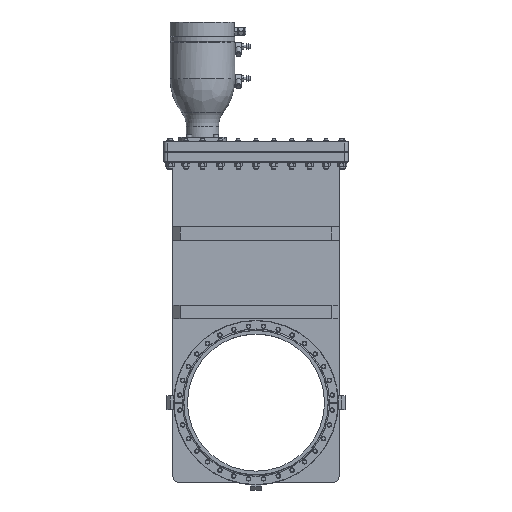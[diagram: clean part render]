
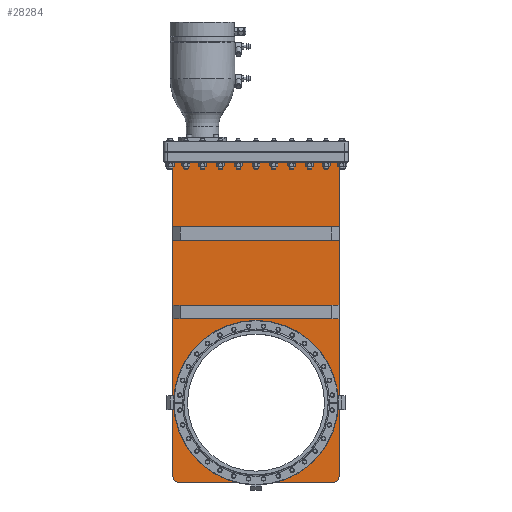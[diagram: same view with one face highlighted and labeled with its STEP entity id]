
A CAD part, top view. The second image highlights one B-rep face of the part: STEP entity #28284.
In plain terms, the highlighted planar face has unit normal (0, 0, 1).
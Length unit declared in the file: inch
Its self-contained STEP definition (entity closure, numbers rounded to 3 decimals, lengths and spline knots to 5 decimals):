
#808=DIRECTION('',(0.,-1.,0.));
#809=VECTOR('',#808,1.);
#810=CARTESIAN_POINT('',(-6.04,7.12,0.827));
#811=LINE('',#810,#809);
#812=DIRECTION('',(1.,0.,0.));
#813=VECTOR('',#812,12.08);
#814=CARTESIAN_POINT('',(-6.04,6.12,0.827));
#815=LINE('',#814,#813);
#816=DIRECTION('',(0.,1.,0.));
#817=VECTOR('',#816,1.);
#818=CARTESIAN_POINT('',(6.04,6.12,0.827));
#819=LINE('',#818,#817);
#820=DIRECTION('',(-1.,0.,0.));
#821=VECTOR('',#820,12.08);
#822=CARTESIAN_POINT('',(6.04,7.12,0.827));
#823=LINE('',#822,#821);
#824=DIRECTION('',(0.,-1.,0.));
#825=VECTOR('',#824,1.);
#826=CARTESIAN_POINT('',(-6.04,12.84,0.827));
#827=LINE('',#826,#825);
#828=DIRECTION('',(1.,0.,0.));
#829=VECTOR('',#828,12.08);
#830=CARTESIAN_POINT('',(-6.04,11.84,0.827));
#831=LINE('',#830,#829);
#832=DIRECTION('',(0.,1.,0.));
#833=VECTOR('',#832,1.);
#834=CARTESIAN_POINT('',(6.04,11.84,0.827));
#835=LINE('',#834,#833);
#836=DIRECTION('',(-1.,0.,0.));
#837=VECTOR('',#836,12.08);
#838=CARTESIAN_POINT('',(6.04,12.84,0.827));
#839=LINE('',#838,#837);
#840=DIRECTION('',(-1.,0.,0.));
#841=VECTOR('',#840,4.24822);
#842=CARTESIAN_POINT('',(5.6095,-5.823,0.827));
#843=LINE('',#842,#841);
#844=CARTESIAN_POINT('',(0.,0.,0.827));
#845=DIRECTION('',(0.,0.,-1.));
#846=DIRECTION('',(0.,1.,0.));
#847=AXIS2_PLACEMENT_3D('',#844,#845,#846);
#849=CARTESIAN_POINT('',(0.,0.,0.827));
#850=DIRECTION('',(0.,0.,1.));
#851=DIRECTION('',(0.,1.,0.));
#852=AXIS2_PLACEMENT_3D('',#849,#850,#851);
#854=DIRECTION('',(-1.,0.,0.));
#855=VECTOR('',#854,4.24822);
#856=CARTESIAN_POINT('',(-1.36128,-5.823,0.827));
#857=LINE('',#856,#855);
#858=CARTESIAN_POINT('',(-5.6095,-5.375,0.827));
#859=DIRECTION('',(0.,0.,1.));
#860=DIRECTION('',(-1.,0.,0.));
#861=AXIS2_PLACEMENT_3D('',#858,#859,#860);
#863=DIRECTION('',(0.,-1.,0.));
#864=VECTOR('',#863,22.935);
#865=CARTESIAN_POINT('',(-6.0575,17.56,0.827));
#866=LINE('',#865,#864);
#867=DIRECTION('',(1.,0.,0.));
#868=VECTOR('',#867,12.115);
#869=CARTESIAN_POINT('',(-6.0575,17.56,0.827));
#870=LINE('',#869,#868);
#871=DIRECTION('',(0.,1.,0.));
#872=VECTOR('',#871,22.935);
#873=CARTESIAN_POINT('',(6.0575,-5.375,0.827));
#874=LINE('',#873,#872);
#875=CARTESIAN_POINT('',(5.6095,-5.375,0.827));
#876=DIRECTION('',(0.,0.,1.));
#877=DIRECTION('',(0.,-1.,0.));
#878=AXIS2_PLACEMENT_3D('',#875,#876,#877);
#22108=CARTESIAN_POINT('',(5.6095,-5.823,0.827));
#22109=VERTEX_POINT('',#22108);
#22110=CARTESIAN_POINT('',(6.0575,-5.375,0.827));
#22111=VERTEX_POINT('',#22110);
#22124=CARTESIAN_POINT('',(-6.0575,-5.375,0.827));
#22125=VERTEX_POINT('',#22124);
#22126=CARTESIAN_POINT('',(-5.6095,-5.823,0.827));
#22127=VERTEX_POINT('',#22126);
#22132=CARTESIAN_POINT('',(-6.0575,17.56,0.827));
#22133=CARTESIAN_POINT('',(6.0575,17.56,0.827));
#22134=VERTEX_POINT('',#22132);
#22135=VERTEX_POINT('',#22133);
#22200=CARTESIAN_POINT('',(-6.04,7.12,0.827));
#22201=CARTESIAN_POINT('',(-6.04,6.12,0.827));
#22202=VERTEX_POINT('',#22200);
#22203=VERTEX_POINT('',#22201);
#22204=CARTESIAN_POINT('',(6.04,6.12,0.827));
#22205=VERTEX_POINT('',#22204);
#22206=CARTESIAN_POINT('',(6.04,7.12,0.827));
#22207=VERTEX_POINT('',#22206);
#22208=CARTESIAN_POINT('',(-6.04,12.84,0.827));
#22209=CARTESIAN_POINT('',(-6.04,11.84,0.827));
#22210=VERTEX_POINT('',#22208);
#22211=VERTEX_POINT('',#22209);
#22212=CARTESIAN_POINT('',(6.04,11.84,0.827));
#22213=VERTEX_POINT('',#22212);
#22214=CARTESIAN_POINT('',(6.04,12.84,0.827));
#22215=VERTEX_POINT('',#22214);
#22693=CARTESIAN_POINT('',(1.36128,-5.823,0.827));
#22695=VERTEX_POINT('',#22693);
#22697=CARTESIAN_POINT('',(-1.36128,-5.823,0.827));
#22698=VERTEX_POINT('',#22697);
#22721=CARTESIAN_POINT('',(0.,5.98,0.827));
#22722=VERTEX_POINT('',#22721);
#28242=CARTESIAN_POINT('',(0.,0.,0.827));
#28243=DIRECTION('',(0.,0.,1.));
#28244=DIRECTION('',(1.,0.,0.));
#28245=AXIS2_PLACEMENT_3D('',#28242,#28243,#28244);
#28246=PLANE('',#28245);
#28247=ORIENTED_EDGE('',*,*,#28213,.T.);
#28249=ORIENTED_EDGE('',*,*,#28248,.F.);
#28251=ORIENTED_EDGE('',*,*,#28250,.T.);
#28252=ORIENTED_EDGE('',*,*,#28209,.T.);
#28254=ORIENTED_EDGE('',*,*,#28253,.F.);
#28256=ORIENTED_EDGE('',*,*,#28255,.F.);
#28257=ORIENTED_EDGE('',*,*,#27786,.T.);
#28259=ORIENTED_EDGE('',*,*,#28258,.F.);
#28261=ORIENTED_EDGE('',*,*,#28260,.F.);
#28262=EDGE_LOOP('',(#28247,#28249,#28251,#28252,#28254,#28256,#28257,#28259,
#28261));
#28263=FACE_OUTER_BOUND('',#28262,.F.);
#28265=ORIENTED_EDGE('',*,*,#28264,.T.);
#28267=ORIENTED_EDGE('',*,*,#28266,.T.);
#28269=ORIENTED_EDGE('',*,*,#28268,.T.);
#28271=ORIENTED_EDGE('',*,*,#28270,.T.);
#28272=EDGE_LOOP('',(#28265,#28267,#28269,#28271));
#28273=FACE_BOUND('',#28272,.F.);
#28275=ORIENTED_EDGE('',*,*,#28274,.T.);
#28277=ORIENTED_EDGE('',*,*,#28276,.T.);
#28279=ORIENTED_EDGE('',*,*,#28278,.T.);
#28281=ORIENTED_EDGE('',*,*,#28280,.T.);
#28282=EDGE_LOOP('',(#28275,#28277,#28279,#28281));
#28283=FACE_BOUND('',#28282,.F.);
#848=CIRCLE('',#847,5.98);
#853=CIRCLE('',#852,5.98);
#862=CIRCLE('',#861,0.448);
#879=CIRCLE('',#878,0.448);
#27786=EDGE_CURVE('',#22134,#22135,#870,.T.);
#28209=EDGE_CURVE('',#22698,#22127,#857,.T.);
#28213=EDGE_CURVE('',#22109,#22695,#843,.T.);
#28248=EDGE_CURVE('',#22722,#22695,#848,.T.);
#28250=EDGE_CURVE('',#22722,#22698,#853,.T.);
#28253=EDGE_CURVE('',#22125,#22127,#862,.T.);
#28255=EDGE_CURVE('',#22134,#22125,#866,.T.);
#28258=EDGE_CURVE('',#22111,#22135,#874,.T.);
#28260=EDGE_CURVE('',#22109,#22111,#879,.T.);
#28264=EDGE_CURVE('',#22210,#22211,#827,.T.);
#28266=EDGE_CURVE('',#22211,#22213,#831,.T.);
#28268=EDGE_CURVE('',#22213,#22215,#835,.T.);
#28270=EDGE_CURVE('',#22215,#22210,#839,.T.);
#28274=EDGE_CURVE('',#22202,#22203,#811,.T.);
#28276=EDGE_CURVE('',#22203,#22205,#815,.T.);
#28278=EDGE_CURVE('',#22205,#22207,#819,.T.);
#28280=EDGE_CURVE('',#22207,#22202,#823,.T.);
#28284=ADVANCED_FACE('',(#28263,#28273,#28283),#28246,.T.);
